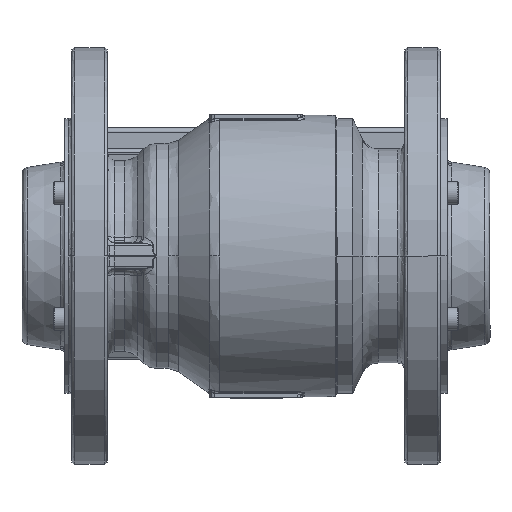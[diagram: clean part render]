
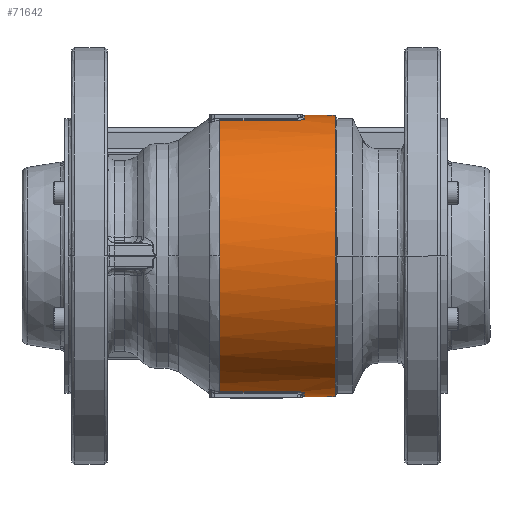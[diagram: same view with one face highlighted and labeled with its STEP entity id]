
A CAD part, front view. The second image highlights one B-rep face of the part: STEP entity #71642.
In plain terms, the highlighted cylindrical face has radius 62.5 mm (diameter 125 mm), a partial arc.
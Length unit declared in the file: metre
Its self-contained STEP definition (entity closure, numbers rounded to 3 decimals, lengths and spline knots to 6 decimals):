
#1035 = ORIENTED_EDGE ( 'NONE', *, *, #18112, .T. ) ;
#1619 = CARTESIAN_POINT ( 'NONE',  ( -0.002181, -0.033905, 0.1875 ) ) ;
#2341 = CARTESIAN_POINT ( 'NONE',  ( -0.004787, -0.05012, 0.12714 ) ) ;
#3091 = EDGE_CURVE ( 'NONE', #50640, #35581, #57239, .T. ) ;
#3244 = VERTEX_POINT ( 'NONE', #67993 ) ;
#3450 = CARTESIAN_POINT ( 'NONE',  ( -0.003666, -0.049741, 0.247961 ) ) ;
#3832 = CARTESIAN_POINT ( 'NONE',  ( -0.004984, -0.050145, 0.247853 ) ) ;
#6749 = DIRECTION ( 'NONE',  ( 0., 0., 1. ) ) ;
#7104 = CARTESIAN_POINT ( 'NONE',  ( -0.002181, -0.047193, 0.126429 ) ) ;
#7140 = DIRECTION ( 'NONE',  ( 1., 0., 0. ) ) ;
#7579 = ORIENTED_EDGE ( 'NONE', *, *, #31565, .T. ) ;
#10367 = LINE ( 'NONE', #71186, #59093 ) ;
#12914 = CARTESIAN_POINT ( 'NONE',  ( -0.002181, -0.047193, 0.126429 ) ) ;
#13492 = CARTESIAN_POINT ( 'NONE',  ( -0.005181, -0.050145, 0.127147 ) ) ;
#14382 = VERTEX_POINT ( 'NONE', #71185 ) ;
#14577 = CARTESIAN_POINT ( 'NONE',  ( -0.003333, -0.049524, 0.126983 ) ) ;
#14622 = CARTESIAN_POINT ( 'NONE',  ( -0.013744, -0.033905, 0.125 ) ) ;
#14917 = CARTESIAN_POINT ( 'NONE',  ( -0.002181, -0.047193, 0.248571 ) ) ;
#15678 = CARTESIAN_POINT ( 'NONE',  ( -0.002181, -0.033905, 0.1875 ) ) ;
#15818 = CARTESIAN_POINT ( 'NONE',  ( 0.011453, -0.033905, 0.125 ) ) ;
#16773 = EDGE_CURVE ( 'NONE', #68035, #51849, #77125, .T. ) ;
#18112 = EDGE_CURVE ( 'NONE', #36339, #50640, #61635, .T. ) ;
#18261 = CARTESIAN_POINT ( 'NONE',  ( -0.005181, -0.050145, 0.247853 ) ) ;
#18606 = EDGE_CURVE ( 'NONE', #35581, #14382, #71877, .T. ) ;
#20036 = VERTEX_POINT ( 'NONE', #15818 ) ;
#20089 = CARTESIAN_POINT ( 'NONE',  ( -0.004397, -0.050042, 0.247881 ) ) ;
#22315 = VERTEX_POINT ( 'NONE', #71572 ) ;
#24146 = ORIENTED_EDGE ( 'NONE', *, *, #18606, .T. ) ;
#25417 = EDGE_CURVE ( 'NONE', #3244, #22315, #56248, .T. ) ;
#25653 = CARTESIAN_POINT ( 'NONE',  ( 0.011453, -0.033905, 0.1875 ) ) ;
#25673 = CARTESIAN_POINT ( 'NONE',  ( -0.002181, -0.033905, 0.125 ) ) ;
#25693 = CARTESIAN_POINT ( 'NONE',  ( -0.003181, -0.0494, 0.126951 ) ) ;
#25827 = VERTEX_POINT ( 'NONE', #13492 ) ;
#26066 = CARTESIAN_POINT ( 'NONE',  ( -0.002181, -0.047574, 0.126512 ) ) ;
#26415 = CARTESIAN_POINT ( 'NONE',  ( -0.004492, -0.050066, 0.247875 ) ) ;
#26804 = CARTESIAN_POINT ( 'NONE',  ( -0.002487, -0.048491, 0.248275 ) ) ;
#28291 = CARTESIAN_POINT ( 'NONE',  ( -0.013744, -0.033905, 0.1875 ) ) ;
#31515 = VECTOR ( 'NONE', #70788, 1. ) ;
#31565 = EDGE_CURVE ( 'NONE', #22315, #36339, #72611, .T. ) ;
#32493 = LINE ( 'NONE', #14622, #69742 ) ;
#32770 = CARTESIAN_POINT ( 'NONE',  ( -0.002913, -0.049129, 0.248118 ) ) ;
#32830 = CARTESIAN_POINT ( 'NONE',  ( -0.004687, -0.050105, 0.127136 ) ) ;
#32890 = EDGE_CURVE ( 'NONE', #20036, #3244, #62622, .T. ) ;
#33155 = CARTESIAN_POINT ( 'NONE',  ( -0.002258, -0.047947, 0.248404 ) ) ;
#33414 = ORIENTED_EDGE ( 'NONE', *, *, #25417, .T. ) ;
#33646 = DIRECTION ( 'NONE',  ( 1., 0., 0. ) ) ;
#34371 = CARTESIAN_POINT ( 'NONE',  ( -0.002181, -0.047193, 0.248571 ) ) ;
#35273 = EDGE_CURVE ( 'NONE', #14382, #25827, #10367, .T. ) ;
#35581 = VERTEX_POINT ( 'NONE', #76926 ) ;
#35728 = DIRECTION ( 'NONE',  ( 1., 0., 0. ) ) ;
#35998 = DIRECTION ( 'NONE',  ( 0., 0., 1. ) ) ;
#36219 = EDGE_CURVE ( 'NONE', #25827, #68035, #51248, .T. ) ;
#36339 = VERTEX_POINT ( 'NONE', #34371 ) ;
#36823 = EDGE_LOOP ( 'NONE', ( #40906, #61585, #33414, #7579, #1035, #42719, #24146, #40589, #76037, #64589 ) ) ;
#37973 = CARTESIAN_POINT ( 'NONE',  ( -0.002771, -0.048987, 0.126847 ) ) ;
#38691 = CARTESIAN_POINT ( 'NONE',  ( -0.003582, -0.049691, 0.247974 ) ) ;
#40589 = ORIENTED_EDGE ( 'NONE', *, *, #35273, .T. ) ;
#40906 = ORIENTED_EDGE ( 'NONE', *, *, #42093, .T. ) ;
#41192 = VECTOR ( 'NONE', #45086, 1. ) ;
#42093 = EDGE_CURVE ( 'NONE', #51849, #20036, #32493, .T. ) ;
#42509 = CARTESIAN_POINT ( 'NONE',  ( -0.039807, -0.033905, 0.1875 ) ) ;
#42719 = ORIENTED_EDGE ( 'NONE', *, *, #3091, .T. ) ;
#43177 = CARTESIAN_POINT ( 'NONE',  ( -0.005181, -0.050145, 0.127147 ) ) ;
#44665 = CARTESIAN_POINT ( 'NONE',  ( -0.002578, -0.048662, 0.248233 ) ) ;
#44727 = CARTESIAN_POINT ( 'NONE',  ( -0.004207, -0.049988, 0.127105 ) ) ;
#45068 = CARTESIAN_POINT ( 'NONE',  ( -0.004115, -0.049951, 0.247905 ) ) ;
#45086 = DIRECTION ( 'NONE',  ( -1., 0., 0. ) ) ;
#45182 = AXIS2_PLACEMENT_3D ( 'NONE', #42509, #66874, #61658 ) ;
#47376 = FACE_OUTER_BOUND ( 'NONE', #36823, .T. ) ;
#50273 = CARTESIAN_POINT ( 'NONE',  ( -0.002181, -0.047573, 0.248489 ) ) ;
#50640 = VERTEX_POINT ( 'NONE', #18261 ) ;
#50666 = CARTESIAN_POINT ( 'NONE',  ( -0.003931, -0.049876, 0.247925 ) ) ;
#50731 = CARTESIAN_POINT ( 'NONE',  ( -0.003658, -0.049741, 0.127039 ) ) ;
#51248 = B_SPLINE_CURVE_WITH_KNOTS ( 'NONE', 3,
 ( #43177, #73433, #56682, #2341, #32830, #68693, #44727, #62311, #50731, #14577, #25693, #37973, #61511, #57071, #26066, #7104 ),
 .UNSPECIFIED., .F., .F.,
 ( 4, 2, 2, 2, 2, 2, 2, 4 ),
 ( 0., 0.0625, 0.125, 0.25, 0.375, 0.5, 0.75, 1. ),
 .UNSPECIFIED. ) ;
#51730 = AXIS2_PLACEMENT_3D ( 'NONE', #15678, #63379, #75306 ) ;
#51849 = VERTEX_POINT ( 'NONE', #25673 ) ;
#52551 = CYLINDRICAL_SURFACE ( 'NONE', #54575, 0.0625 ) ;
#54575 = AXIS2_PLACEMENT_3D ( 'NONE', #28291, #65326, #76811 ) ;
#56065 = AXIS2_PLACEMENT_3D ( 'NONE', #1619, #7140, #6749 ) ;
#56248 = LINE ( 'NONE', #67881, #41192 ) ;
#56682 = CARTESIAN_POINT ( 'NONE',  ( -0.004984, -0.05014, 0.127146 ) ) ;
#57071 = CARTESIAN_POINT ( 'NONE',  ( -0.002257, -0.047945, 0.126596 ) ) ;
#57239 = LINE ( 'NONE', #58426, #31515 ) ;
#57405 = CARTESIAN_POINT ( 'NONE',  ( -0.003339, -0.04953, 0.248016 ) ) ;
#58426 = CARTESIAN_POINT ( 'NONE',  ( -0.013744, -0.050145, 0.247853 ) ) ;
#59093 = VECTOR ( 'NONE', #35728, 1. ) ;
#60680 = DIRECTION ( 'NONE',  ( -1., 0., 0. ) ) ;
#61511 = CARTESIAN_POINT ( 'NONE',  ( -0.002559, -0.048669, 0.126768 ) ) ;
#61585 = ORIENTED_EDGE ( 'NONE', *, *, #32890, .T. ) ;
#61635 = B_SPLINE_CURVE_WITH_KNOTS ( 'NONE', 3,
 ( #14917, #50273, #33155, #26804, #44665, #75332, #32770, #75715, #57405, #38691, #3450, #74559, #50666, #45068, #74952, #20089, #26415, #68633, #3832, #69010 ),
 .UNSPECIFIED., .F., .F.,
 ( 4, 2, 2, 2, 2, 2, 2, 2, 2, 4 ),
 ( 0., 0.25, 0.375, 0.5, 0.625, 0.6875, 0.75, 0.8125, 0.875, 1. ),
 .UNSPECIFIED. ) ;
#61658 = DIRECTION ( 'NONE',  ( 0., 0., 1. ) ) ;
#62311 = CARTESIAN_POINT ( 'NONE',  ( -0.003833, -0.049833, 0.127064 ) ) ;
#62622 = CIRCLE ( 'NONE', #63879, 0.0625 ) ;
#63379 = DIRECTION ( 'NONE',  ( 1., 0., 0. ) ) ;
#63879 = AXIS2_PLACEMENT_3D ( 'NONE', #25653, #60680, #35998 ) ;
#64589 = ORIENTED_EDGE ( 'NONE', *, *, #16773, .T. ) ;
#65326 = DIRECTION ( 'NONE',  ( -1., 0., 0. ) ) ;
#66874 = DIRECTION ( 'NONE',  ( 1., 0., 0. ) ) ;
#67881 = CARTESIAN_POINT ( 'NONE',  ( -0.013744, -0.033905, 0.25 ) ) ;
#67993 = CARTESIAN_POINT ( 'NONE',  ( 0.011453, -0.033905, 0.25 ) ) ;
#68035 = VERTEX_POINT ( 'NONE', #12914 ) ;
#68633 = CARTESIAN_POINT ( 'NONE',  ( -0.004787, -0.050126, 0.247859 ) ) ;
#68693 = CARTESIAN_POINT ( 'NONE',  ( -0.004395, -0.050045, 0.12712 ) ) ;
#69010 = CARTESIAN_POINT ( 'NONE',  ( -0.005181, -0.050145, 0.247853 ) ) ;
#69742 = VECTOR ( 'NONE', #33646, 1. ) ;
#70788 = DIRECTION ( 'NONE',  ( -1., 0., 0. ) ) ;
#71185 = CARTESIAN_POINT ( 'NONE',  ( -0.039807, -0.050145, 0.127147 ) ) ;
#71186 = CARTESIAN_POINT ( 'NONE',  ( -0.013744, -0.050145, 0.127147 ) ) ;
#71572 = CARTESIAN_POINT ( 'NONE',  ( -0.002181, -0.033905, 0.25 ) ) ;
#71642 = ADVANCED_FACE ( 'NONE', ( #47376 ), #52551, .T. ) ;
#71877 = CIRCLE ( 'NONE', #45182, 0.0625 ) ;
#72611 = CIRCLE ( 'NONE', #56065, 0.0625 ) ;
#73433 = CARTESIAN_POINT ( 'NONE',  ( -0.005083, -0.050145, 0.127147 ) ) ;
#74559 = CARTESIAN_POINT ( 'NONE',  ( -0.00384, -0.049833, 0.247937 ) ) ;
#74952 = CARTESIAN_POINT ( 'NONE',  ( -0.004208, -0.049985, 0.247896 ) ) ;
#75306 = DIRECTION ( 'NONE',  ( 0., 0., 1. ) ) ;
#75332 = CARTESIAN_POINT ( 'NONE',  ( -0.002792, -0.048981, 0.248155 ) ) ;
#75715 = CARTESIAN_POINT ( 'NONE',  ( -0.003189, -0.049407, 0.248047 ) ) ;
#76037 = ORIENTED_EDGE ( 'NONE', *, *, #36219, .T. ) ;
#76811 = DIRECTION ( 'NONE',  ( 0., 0., 1. ) ) ;
#76926 = CARTESIAN_POINT ( 'NONE',  ( -0.039807, -0.050145, 0.247853 ) ) ;
#77125 = CIRCLE ( 'NONE', #51730, 0.0625 ) ;
